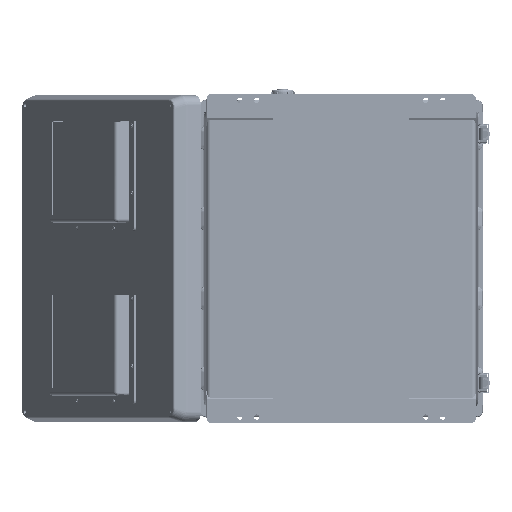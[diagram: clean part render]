
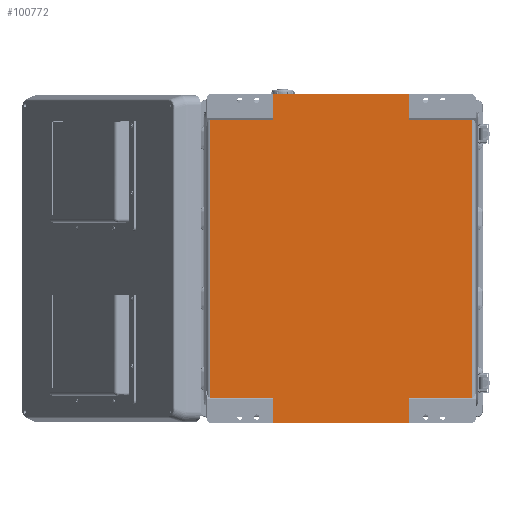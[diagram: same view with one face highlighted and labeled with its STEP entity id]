
A CAD part, front view. The second image highlights one B-rep face of the part: STEP entity #100772.
In plain terms, the highlighted planar face has unit normal (0, -1, 0).
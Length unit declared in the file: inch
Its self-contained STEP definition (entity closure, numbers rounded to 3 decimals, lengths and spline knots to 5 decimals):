
#1018 = ORIENTED_EDGE ( 'NONE', *, *, #132786, .F. ) ;
#1412 = DIRECTION ( 'NONE',  ( -1., 0., 0. ) ) ;
#2571 = ORIENTED_EDGE ( 'NONE', *, *, #115476, .T. ) ;
#3034 = CARTESIAN_POINT ( 'NONE',  ( 8.11811, 0.05906, -19.48819 ) ) ;
#4067 = VERTEX_POINT ( 'NONE', #38637 ) ;
#10843 = CARTESIAN_POINT ( 'NONE',  ( -7.73754, 0.05906, -1.51961 ) ) ;
#12202 = DIRECTION ( 'NONE',  ( -1., 0., 0. ) ) ;
#12767 = CARTESIAN_POINT ( 'NONE',  ( 4.03163, 0.05906, -20.34606 ) ) ;
#15091 = LINE ( 'NONE', #103448, #75804 ) ;
#15748 = DIRECTION ( 'NONE',  ( 0., 0., 1. ) ) ;
#16053 = VERTEX_POINT ( 'NONE', #132448 ) ;
#17933 = ORIENTED_EDGE ( 'NONE', *, *, #107206, .T. ) ;
#19762 = VERTEX_POINT ( 'NONE', #143184 ) ;
#21112 = VERTEX_POINT ( 'NONE', #48999 ) ;
#21177 = VERTEX_POINT ( 'NONE', #43055 ) ;
#24677 = CARTESIAN_POINT ( 'NONE',  ( 8.11811, 0.05906, 0. ) ) ;
#24957 = DIRECTION ( 'NONE',  ( 0., 0., 1. ) ) ;
#25254 = LINE ( 'NONE', #54381, #65582 ) ;
#26003 = DIRECTION ( 'NONE',  ( 0., 0., 1. ) ) ;
#31746 = EDGE_CURVE ( 'NONE', #61141, #16053, #52055, .T. ) ;
#33803 = VECTOR ( 'NONE', #24957, 39.37008 ) ;
#33995 = ORIENTED_EDGE ( 'NONE', *, *, #136128, .T. ) ;
#34332 = VERTEX_POINT ( 'NONE', #61998 ) ;
#35615 = VECTOR ( 'NONE', #64200, 39.37008 ) ;
#37243 = CARTESIAN_POINT ( 'NONE',  ( 8.11811, 0.05906, -17.96858 ) ) ;
#38637 = CARTESIAN_POINT ( 'NONE',  ( 4.03163, 0.05906, 0. ) ) ;
#40807 = VERTEX_POINT ( 'NONE', #151915 ) ;
#43055 = CARTESIAN_POINT ( 'NONE',  ( -4.03163, 0.05906, 0. ) ) ;
#45938 = CARTESIAN_POINT ( 'NONE',  ( -8.11811, 0.05906, -1.51961 ) ) ;
#46595 = EDGE_CURVE ( 'NONE', #34332, #21177, #89368, .T. ) ;
#46770 = DIRECTION ( 'NONE',  ( 1., 0., 0. ) ) ;
#48999 = CARTESIAN_POINT ( 'NONE',  ( 4.03163, 0.05906, -17.96858 ) ) ;
#49240 = CARTESIAN_POINT ( 'NONE',  ( 8.11811, 0.05906, -1.51961 ) ) ;
#52055 = LINE ( 'NONE', #73770, #145714 ) ;
#52798 = VERTEX_POINT ( 'NONE', #120963 ) ;
#54074 = EDGE_CURVE ( 'NONE', #52798, #34332, #70105, .T. ) ;
#54381 = CARTESIAN_POINT ( 'NONE',  ( -4.03163, 0.05906, -20.34606 ) ) ;
#61141 = VERTEX_POINT ( 'NONE', #160952 ) ;
#61998 = CARTESIAN_POINT ( 'NONE',  ( -4.03163, 0.05906, -1.51961 ) ) ;
#62706 = CARTESIAN_POINT ( 'NONE',  ( -4.03163, 0.05906, 0.85787 ) ) ;
#63305 = ORIENTED_EDGE ( 'NONE', *, *, #111710, .T. ) ;
#64200 = DIRECTION ( 'NONE',  ( -1., 0., 0. ) ) ;
#65257 = EDGE_LOOP ( 'NONE', ( #148483, #123054, #33995, #125442, #135188, #1018, #17933, #63305, #2571, #90807, #146435, #137431 ) ) ;
#65582 = VECTOR ( 'NONE', #118579, 39.37008 ) ;
#66419 = LINE ( 'NONE', #3034, #97807 ) ;
#66624 = VECTOR ( 'NONE', #12202, 39.37008 ) ;
#68424 = DIRECTION ( 'NONE',  ( 0., 0., 1. ) ) ;
#70105 = LINE ( 'NONE', #45938, #92350 ) ;
#73770 = CARTESIAN_POINT ( 'NONE',  ( -8.11811, 0.05906, -17.96858 ) ) ;
#75804 = VECTOR ( 'NONE', #68424, 39.37008 ) ;
#75842 = EDGE_CURVE ( 'NONE', #4067, #21177, #138904, .T. ) ;
#83923 = DIRECTION ( 'NONE',  ( 0., 0., 1. ) ) ;
#89226 = LINE ( 'NONE', #49240, #35615 ) ;
#89368 = LINE ( 'NONE', #62706, #143539 ) ;
#89580 = DIRECTION ( 'NONE',  ( 1., 0., 0. ) ) ;
#90760 = FACE_OUTER_BOUND ( 'NONE', #65257, .T. ) ;
#90807 = ORIENTED_EDGE ( 'NONE', *, *, #75842, .T. ) ;
#92350 = VECTOR ( 'NONE', #46770, 39.37008 ) ;
#97807 = VECTOR ( 'NONE', #1412, 39.37008 ) ;
#100772 = ADVANCED_FACE ( 'NONE', ( #90760 ), #119106, .F. ) ;
#102276 = EDGE_CURVE ( 'NONE', #40807, #109222, #66419, .T. ) ;
#102764 = DIRECTION ( 'NONE',  ( 0., 0., -1. ) ) ;
#103448 = CARTESIAN_POINT ( 'NONE',  ( 4.03163, 0.05906, 0.85787 ) ) ;
#107206 = EDGE_CURVE ( 'NONE', #19762, #155935, #110594, .T. ) ;
#109222 = VERTEX_POINT ( 'NONE', #142009 ) ;
#110594 = LINE ( 'NONE', #122305, #152151 ) ;
#111710 = EDGE_CURVE ( 'NONE', #155935, #115946, #89226, .T. ) ;
#113954 = DIRECTION ( 'NONE',  ( -1., 0., 0. ) ) ;
#115476 = EDGE_CURVE ( 'NONE', #115946, #4067, #15091, .T. ) ;
#115946 = VERTEX_POINT ( 'NONE', #116609 ) ;
#116609 = CARTESIAN_POINT ( 'NONE',  ( 4.03163, 0.05906, -1.51961 ) ) ;
#118579 = DIRECTION ( 'NONE',  ( 0., 0., -1. ) ) ;
#119106 = PLANE ( 'NONE',  #122124 ) ;
#119734 = EDGE_CURVE ( 'NONE', #61141, #52798, #125062, .T. ) ;
#120963 = CARTESIAN_POINT ( 'NONE',  ( -7.73754, 0.05906, -1.51961 ) ) ;
#122124 = AXIS2_PLACEMENT_3D ( 'NONE', #155766, #128298, #15748 ) ;
#122305 = CARTESIAN_POINT ( 'NONE',  ( 7.73754, 0.05906, -1.51961 ) ) ;
#123054 = ORIENTED_EDGE ( 'NONE', *, *, #31746, .T. ) ;
#125062 = LINE ( 'NONE', #10843, #33803 ) ;
#125442 = ORIENTED_EDGE ( 'NONE', *, *, #102276, .F. ) ;
#126992 = LINE ( 'NONE', #12767, #137460 ) ;
#128298 = DIRECTION ( 'NONE',  ( 0., 1., 0. ) ) ;
#132448 = CARTESIAN_POINT ( 'NONE',  ( -4.03163, 0.05906, -17.96858 ) ) ;
#132786 = EDGE_CURVE ( 'NONE', #19762, #21112, #163153, .T. ) ;
#135188 = ORIENTED_EDGE ( 'NONE', *, *, #136059, .F. ) ;
#136059 = EDGE_CURVE ( 'NONE', #21112, #40807, #126992, .T. ) ;
#136128 = EDGE_CURVE ( 'NONE', #16053, #109222, #25254, .T. ) ;
#137431 = ORIENTED_EDGE ( 'NONE', *, *, #54074, .F. ) ;
#137460 = VECTOR ( 'NONE', #102764, 39.37008 ) ;
#138904 = LINE ( 'NONE', #24677, #66624 ) ;
#142009 = CARTESIAN_POINT ( 'NONE',  ( -4.03163, 0.05906, -19.48819 ) ) ;
#142688 = CARTESIAN_POINT ( 'NONE',  ( 7.73754, 0.05906, -1.51961 ) ) ;
#143184 = CARTESIAN_POINT ( 'NONE',  ( 7.73754, 0.05906, -17.96858 ) ) ;
#143539 = VECTOR ( 'NONE', #26003, 39.37008 ) ;
#145714 = VECTOR ( 'NONE', #89580, 39.37008 ) ;
#146435 = ORIENTED_EDGE ( 'NONE', *, *, #46595, .F. ) ;
#148483 = ORIENTED_EDGE ( 'NONE', *, *, #119734, .F. ) ;
#151915 = CARTESIAN_POINT ( 'NONE',  ( 4.03163, 0.05906, -19.48819 ) ) ;
#152151 = VECTOR ( 'NONE', #83923, 39.37008 ) ;
#155663 = VECTOR ( 'NONE', #113954, 39.37008 ) ;
#155766 = CARTESIAN_POINT ( 'NONE',  ( 8.11811, 0.05906, -1.51961 ) ) ;
#155935 = VERTEX_POINT ( 'NONE', #142688 ) ;
#160952 = CARTESIAN_POINT ( 'NONE',  ( -7.73754, 0.05906, -17.96858 ) ) ;
#163153 = LINE ( 'NONE', #37243, #155663 ) ;
